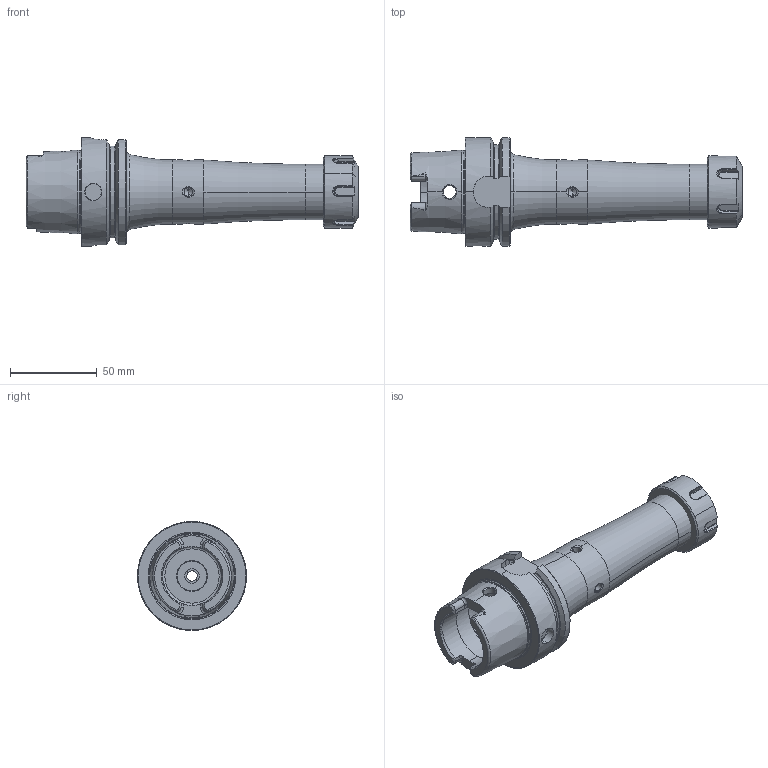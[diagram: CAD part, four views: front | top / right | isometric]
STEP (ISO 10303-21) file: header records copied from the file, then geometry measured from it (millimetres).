
FILE_DESCRIPTION (( 'STEP AP203' ), '1' );
FILE_NAME ('HA6-E25.K01.160.STEP', '2012-10-11T11:15:28', ( 'baer' ), ( 'Hewlett-Packard Company' ), 'SwSTEP 2.0', 'SolidWorks 2012', '' );
FILE_SCHEMA (( 'CONFIG_CONTROL_DESIGN' ));
Length unit declared in the file: millimetre
Products named in the file (4): HA6-E25.K01.160; HA6-E25.K01.160_C_Fertigbearbeitung; E25-ER1.001.020; ERU-AN5.K01.020_A
Assembly tree (3 placements, depth 2):
  HA6-E25.K01.160
    HA6-E25.K01.160_C_Fertigbearbeitung
    E25-ER1.001.020
    ERU-AN5.K01.020_A
Bounding box: 191.9 x 63 x 63 mm (x, y, z)
Volume: 196733.4 mm3; surface area: 47521.8 mm2
Topology: 3 solids, 3 shells, 348 faces, 883 edges, 538 vertices
Faces by surface type: plane 131, cone 82, cylinder 80, torus 43, bspline 12
Entity records: 12833 total; most frequent: CARTESIAN_POINT 4329, ORIENTED_EDGE 1750, DIRECTION 1638, EDGE_CURVE 875, AXIS2_PLACEMENT_3D 636, VERTEX_POINT 538, VECTOR 366, LINE 366
